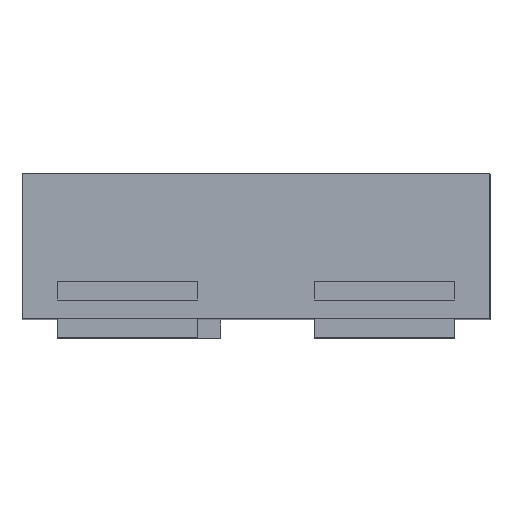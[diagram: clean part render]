
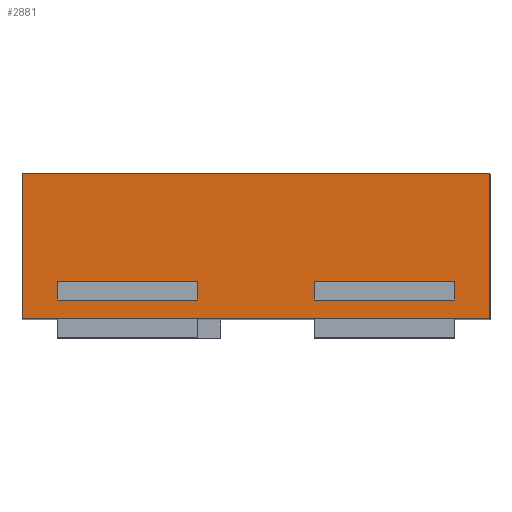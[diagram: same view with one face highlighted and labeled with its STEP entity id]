
A CAD part, top view. The second image highlights one B-rep face of the part: STEP entity #2881.
In plain terms, the highlighted planar face has unit normal (0, 0, 1).
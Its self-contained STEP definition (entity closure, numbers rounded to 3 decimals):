
#159 = CARTESIAN_POINT ( 'NONE',  ( -0.425, 0.12, 0.6 ) ) ;
#225 = FACE_OUTER_BOUND ( 'NONE', #3511, .T. ) ;
#376 = CARTESIAN_POINT ( 'NONE',  ( 0.125, 0.08, 0.6 ) ) ;
#543 = FACE_BOUND ( 'NONE', #3744, .T. ) ;
#650 = CARTESIAN_POINT ( 'NONE',  ( -0.425, 0.08, 0.6 ) ) ;
#684 = VECTOR ( 'NONE', #5249, 1000. ) ;
#807 = CARTESIAN_POINT ( 'NONE',  ( 0.425, 0.08, 0.6 ) ) ;
#889 = EDGE_CURVE ( 'NONE', #3411, #6273, #4334, .T. ) ;
#905 = CARTESIAN_POINT ( 'NONE',  ( -0.425, 0.08, 0.6 ) ) ;
#922 = VECTOR ( 'NONE', #4746, 1000. ) ;
#940 = ORIENTED_EDGE ( 'NONE', *, *, #1223, .T. ) ;
#954 = VERTEX_POINT ( 'NONE', #6115 ) ;
#959 = VECTOR ( 'NONE', #4560, 1000. ) ;
#1159 = CARTESIAN_POINT ( 'NONE',  ( -0.5, 0.35, 0.6 ) ) ;
#1163 = LINE ( 'NONE', #2742, #3667 ) ;
#1187 = ORIENTED_EDGE ( 'NONE', *, *, #3537, .T. ) ;
#1223 = EDGE_CURVE ( 'NONE', #4855, #4095, #2839, .T. ) ;
#1230 = CARTESIAN_POINT ( 'NONE',  ( -0.5, 2.262, 0.6 ) ) ;
#1298 = ORIENTED_EDGE ( 'NONE', *, *, #6341, .F. ) ;
#1343 = VECTOR ( 'NONE', #4551, 1000. ) ;
#1457 = DIRECTION ( 'NONE',  ( 0., 0., -1. ) ) ;
#1573 = FACE_BOUND ( 'NONE', #6392, .T. ) ;
#1637 = EDGE_CURVE ( 'NONE', #6273, #2620, #2185, .T. ) ;
#1714 = DIRECTION ( 'NONE',  ( 1., 0., 0. ) ) ;
#1715 = LINE ( 'NONE', #3052, #4443 ) ;
#1790 = ORIENTED_EDGE ( 'NONE', *, *, #2314, .T. ) ;
#1892 = VERTEX_POINT ( 'NONE', #6565 ) ;
#1927 = VERTEX_POINT ( 'NONE', #5246 ) ;
#1970 = LINE ( 'NONE', #159, #5331 ) ;
#1981 = CARTESIAN_POINT ( 'NONE',  ( -0.5, 0.04, 0.6 ) ) ;
#2146 = LINE ( 'NONE', #3645, #959 ) ;
#2185 = LINE ( 'NONE', #650, #5885 ) ;
#2192 = DIRECTION ( 'NONE',  ( 1., 0., 0. ) ) ;
#2314 = EDGE_CURVE ( 'NONE', #4095, #5511, #2146, .T. ) ;
#2518 = LINE ( 'NONE', #1981, #1343 ) ;
#2558 = EDGE_CURVE ( 'NONE', #954, #4648, #2518, .T. ) ;
#2620 = VERTEX_POINT ( 'NONE', #3585 ) ;
#2742 = CARTESIAN_POINT ( 'NONE',  ( 0.425, 0.08, 0.6 ) ) ;
#2757 = LINE ( 'NONE', #1159, #6396 ) ;
#2839 = LINE ( 'NONE', #376, #3706 ) ;
#2881 = ADVANCED_FACE ( 'NONE', ( #1573, #225, #543 ), #3982, .F. ) ;
#3052 = CARTESIAN_POINT ( 'NONE',  ( 0.5, 2.262, 0.6 ) ) ;
#3240 = ORIENTED_EDGE ( 'NONE', *, *, #3313, .T. ) ;
#3313 = EDGE_CURVE ( 'NONE', #2620, #6512, #1970, .T. ) ;
#3390 = VERTEX_POINT ( 'NONE', #5117 ) ;
#3411 = VERTEX_POINT ( 'NONE', #4071 ) ;
#3424 = CARTESIAN_POINT ( 'NONE',  ( -0.125, 0.08, 0.6 ) ) ;
#3471 = DIRECTION ( 'NONE',  ( 0., -1., 0. ) ) ;
#3498 = DIRECTION ( 'NONE',  ( -1., 0., 0. ) ) ;
#3508 = ORIENTED_EDGE ( 'NONE', *, *, #2558, .T. ) ;
#3511 = EDGE_LOOP ( 'NONE', ( #4751, #4329, #3508, #1298 ) ) ;
#3516 = DIRECTION ( 'NONE',  ( 0., -1., 0. ) ) ;
#3537 = EDGE_CURVE ( 'NONE', #5511, #1927, #4786, .T. ) ;
#3546 = CARTESIAN_POINT ( 'NONE',  ( -0.425, 0.08, 0.6 ) ) ;
#3585 = CARTESIAN_POINT ( 'NONE',  ( -0.425, 0.12, 0.6 ) ) ;
#3645 = CARTESIAN_POINT ( 'NONE',  ( 0.425, 0.12, 0.6 ) ) ;
#3667 = VECTOR ( 'NONE', #5772, 1000. ) ;
#3706 = VECTOR ( 'NONE', #5887, 1000. ) ;
#3744 = EDGE_LOOP ( 'NONE', ( #1187, #3815, #940, #1790 ) ) ;
#3756 = LINE ( 'NONE', #1230, #922 ) ;
#3815 = ORIENTED_EDGE ( 'NONE', *, *, #4333, .T. ) ;
#3908 = EDGE_CURVE ( 'NONE', #6512, #3411, #4937, .T. ) ;
#3982 = PLANE ( 'NONE',  #4566 ) ;
#4064 = CARTESIAN_POINT ( 'NONE',  ( -0.125, 0.12, 0.6 ) ) ;
#4071 = CARTESIAN_POINT ( 'NONE',  ( -0.125, 0.08, 0.6 ) ) ;
#4095 = VERTEX_POINT ( 'NONE', #6235 ) ;
#4329 = ORIENTED_EDGE ( 'NONE', *, *, #6194, .T. ) ;
#4333 = EDGE_CURVE ( 'NONE', #1927, #4855, #1163, .T. ) ;
#4334 = LINE ( 'NONE', #3546, #4649 ) ;
#4443 = VECTOR ( 'NONE', #3516, 1000. ) ;
#4457 = CARTESIAN_POINT ( 'NONE',  ( -0.5, 2.262, 0.6 ) ) ;
#4533 = ORIENTED_EDGE ( 'NONE', *, *, #889, .T. ) ;
#4551 = DIRECTION ( 'NONE',  ( 1., 0., 0. ) ) ;
#4560 = DIRECTION ( 'NONE',  ( 1., 0., 0. ) ) ;
#4566 = AXIS2_PLACEMENT_3D ( 'NONE', #4457, #1457, #5482 ) ;
#4648 = VERTEX_POINT ( 'NONE', #5410 ) ;
#4649 = VECTOR ( 'NONE', #3498, 1000. ) ;
#4746 = DIRECTION ( 'NONE',  ( 0., -1., 0. ) ) ;
#4751 = ORIENTED_EDGE ( 'NONE', *, *, #4919, .F. ) ;
#4779 = VECTOR ( 'NONE', #3471, 1000. ) ;
#4786 = LINE ( 'NONE', #807, #684 ) ;
#4795 = ORIENTED_EDGE ( 'NONE', *, *, #3908, .T. ) ;
#4855 = VERTEX_POINT ( 'NONE', #6196 ) ;
#4869 = ORIENTED_EDGE ( 'NONE', *, *, #1637, .T. ) ;
#4919 = EDGE_CURVE ( 'NONE', #3390, #1892, #2757, .T. ) ;
#4937 = LINE ( 'NONE', #3424, #4779 ) ;
#5117 = CARTESIAN_POINT ( 'NONE',  ( -0.5, 0.35, 0.6 ) ) ;
#5205 = CARTESIAN_POINT ( 'NONE',  ( 0.425, 0.12, 0.6 ) ) ;
#5246 = CARTESIAN_POINT ( 'NONE',  ( 0.425, 0.08, 0.6 ) ) ;
#5249 = DIRECTION ( 'NONE',  ( 0., -1., 0. ) ) ;
#5331 = VECTOR ( 'NONE', #1714, 1000. ) ;
#5410 = CARTESIAN_POINT ( 'NONE',  ( 0.5, 0.04, 0.6 ) ) ;
#5482 = DIRECTION ( 'NONE',  ( -1., 0., 0. ) ) ;
#5511 = VERTEX_POINT ( 'NONE', #5205 ) ;
#5772 = DIRECTION ( 'NONE',  ( -1., 0., 0. ) ) ;
#5885 = VECTOR ( 'NONE', #6191, 1000. ) ;
#5887 = DIRECTION ( 'NONE',  ( 0., 1., 0. ) ) ;
#6115 = CARTESIAN_POINT ( 'NONE',  ( -0.5, 0.04, 0.6 ) ) ;
#6191 = DIRECTION ( 'NONE',  ( 0., 1., 0. ) ) ;
#6194 = EDGE_CURVE ( 'NONE', #3390, #954, #3756, .T. ) ;
#6196 = CARTESIAN_POINT ( 'NONE',  ( 0.125, 0.08, 0.6 ) ) ;
#6235 = CARTESIAN_POINT ( 'NONE',  ( 0.125, 0.12, 0.6 ) ) ;
#6273 = VERTEX_POINT ( 'NONE', #905 ) ;
#6341 = EDGE_CURVE ( 'NONE', #1892, #4648, #1715, .T. ) ;
#6392 = EDGE_LOOP ( 'NONE', ( #4869, #3240, #4795, #4533 ) ) ;
#6396 = VECTOR ( 'NONE', #2192, 1000. ) ;
#6512 = VERTEX_POINT ( 'NONE', #4064 ) ;
#6565 = CARTESIAN_POINT ( 'NONE',  ( 0.5, 0.35, 0.6 ) ) ;
